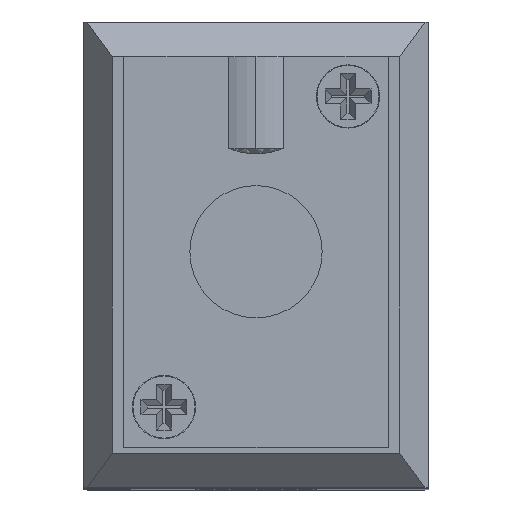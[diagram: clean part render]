
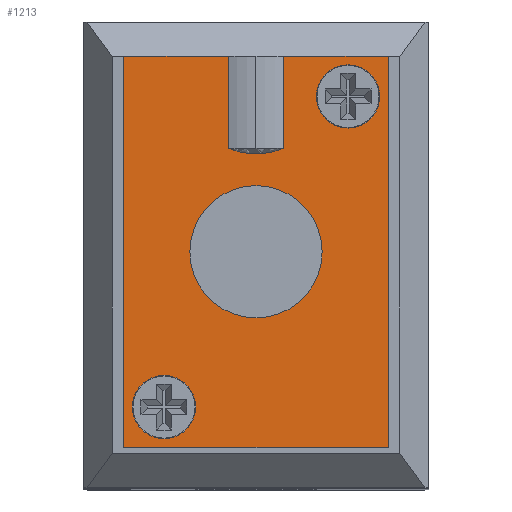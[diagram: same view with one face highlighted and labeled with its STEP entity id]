
A CAD part, top view. The second image highlights one B-rep face of the part: STEP entity #1213.
In plain terms, the highlighted planar face has unit normal (0, 0, 1).
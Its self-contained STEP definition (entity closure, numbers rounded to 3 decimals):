
#300 = LINE ( 'NONE', #3303, #302 ) ;
#302 = VECTOR ( 'NONE', #3296, 1000. ) ;
#303 = LINE ( 'NONE', #3290, #304 ) ;
#304 = VECTOR ( 'NONE', #3307, 1000. ) ;
#305 = LINE ( 'NONE', #3304, #306 ) ;
#306 = VECTOR ( 'NONE', #3308, 1000. ) ;
#307 = LINE ( 'NONE', #3309, #308 ) ;
#308 = VECTOR ( 'NONE', #3287, 1000. ) ;
#309 = LINE ( 'NONE', #3273, #310 ) ;
#310 = VECTOR ( 'NONE', #3274, 1000. ) ;
#311 = LINE ( 'NONE', #3317, #313 ) ;
#312 = CIRCLE ( 'NONE', #4139, 6. ) ;
#313 = VECTOR ( 'NONE', #3322, 1000. ) ;
#314 = CIRCLE ( 'NONE', #4140, 2.75 ) ;
#315 = CIRCLE ( 'NONE', #4141, 2.75 ) ;
#317 = CIRCLE ( 'NONE', #4142, 5.75 ) ;
#320 = CIRCLE ( 'NONE', #4143, 5.75 ) ;
#326 = CIRCLE ( 'NONE', #4145, 2.75 ) ;
#332 = CIRCLE ( 'NONE', #4147, 2.75 ) ;
#357 = LINE ( 'NONE', #2785, #359 ) ;
#359 = VECTOR ( 'NONE', #2794, 1000. ) ;
#1213 = ADVANCED_FACE ( 'NONE', ( #1557, #1558, #1559, #1560 ), #4742, .T. ) ;
#1351 = ORIENTED_EDGE ( 'NONE', *, *, #3922, .T. ) ;
#1353 = ORIENTED_EDGE ( 'NONE', *, *, #3923, .T. ) ;
#1355 = ORIENTED_EDGE ( 'NONE', *, *, #3924, .T. ) ;
#1356 = ORIENTED_EDGE ( 'NONE', *, *, #3925, .T. ) ;
#1358 = ORIENTED_EDGE ( 'NONE', *, *, #3926, .T. ) ;
#1360 = ORIENTED_EDGE ( 'NONE', *, *, #3959, .T. ) ;
#1557 = FACE_BOUND ( 'NONE', #5438, .T. ) ;
#1558 = FACE_BOUND ( 'NONE', #5538, .T. ) ;
#1559 = FACE_BOUND ( 'NONE', #5425, .T. ) ;
#1560 = FACE_OUTER_BOUND ( 'NONE', #5434, .T. ) ;
#1635 = ORIENTED_EDGE ( 'NONE', *, *, #3929, .F. ) ;
#1637 = ORIENTED_EDGE ( 'NONE', *, *, #3941, .F. ) ;
#1638 = ORIENTED_EDGE ( 'NONE', *, *, #3928, .F. ) ;
#1671 = ORIENTED_EDGE ( 'NONE', *, *, #3927, .T. ) ;
#1673 = ORIENTED_EDGE ( 'NONE', *, *, #3930, .F. ) ;
#1674 = ORIENTED_EDGE ( 'NONE', *, *, #3933, .F. ) ;
#1676 = ORIENTED_EDGE ( 'NONE', *, *, #3931, .F. ) ;
#1677 = ORIENTED_EDGE ( 'NONE', *, *, #3937, .F. ) ;
#2300 = CARTESIAN_POINT ( 'NONE',  ( -5.75, 0., 13. ) ) ;
#2785 = CARTESIAN_POINT ( 'NONE',  ( -2.398, 9., 13. ) ) ;
#2794 = DIRECTION ( 'NONE',  ( 0., 1., 0. ) ) ;
#2918 = CARTESIAN_POINT ( 'NONE',  ( -11.5, 17., 13. ) ) ;
#3072 = CARTESIAN_POINT ( 'NONE',  ( -10.75, -13.5, 13. ) ) ;
#3074 = CARTESIAN_POINT ( 'NONE',  ( -2.398, 9., 13. ) ) ;
#3078 = CARTESIAN_POINT ( 'NONE',  ( -11.5, -17., 13. ) ) ;
#3089 = CARTESIAN_POINT ( 'NONE',  ( 11.5, 17., 13. ) ) ;
#3113 = CARTESIAN_POINT ( 'NONE',  ( -5.25, -13.5, 13. ) ) ;
#3117 = CARTESIAN_POINT ( 'NONE',  ( 11.5, -17., 13. ) ) ;
#3150 = CARTESIAN_POINT ( 'NONE',  ( 2.398, 9., 13. ) ) ;
#3151 = CARTESIAN_POINT ( 'NONE',  ( 2.398, 17., 13. ) ) ;
#3154 = CARTESIAN_POINT ( 'NONE',  ( -2.398, 17., 13. ) ) ;
#3160 = CARTESIAN_POINT ( 'NONE',  ( 5.75, 0., 13. ) ) ;
#3163 = CARTESIAN_POINT ( 'NONE',  ( 10.75, 13.5, 13. ) ) ;
#3165 = CARTESIAN_POINT ( 'NONE',  ( 5.25, 13.5, 13. ) ) ;
#3194 = CARTESIAN_POINT ( 'NONE',  ( -8., -13.5, 13. ) ) ;
#3202 = DIRECTION ( 'NONE',  ( 0., 0., 1. ) ) ;
#3227 = DIRECTION ( 'NONE',  ( 1., 0., 0. ) ) ;
#3229 = DIRECTION ( 'NONE',  ( 0., 0., 1. ) ) ;
#3230 = CARTESIAN_POINT ( 'NONE',  ( 8., 13.5, 13. ) ) ;
#3231 = DIRECTION ( 'NONE',  ( 1., 0., 0. ) ) ;
#3258 = CARTESIAN_POINT ( 'NONE',  ( 0., 0., 13. ) ) ;
#3261 = DIRECTION ( 'NONE',  ( 1., 0., 0. ) ) ;
#3265 = DIRECTION ( 'NONE',  ( 1., 0., 0. ) ) ;
#3273 = CARTESIAN_POINT ( 'NONE',  ( -11.5, 17., 13. ) ) ;
#3274 = DIRECTION ( 'NONE',  ( -1., 0., 0. ) ) ;
#3275 = CARTESIAN_POINT ( 'NONE',  ( 0., 14.5, 13. ) ) ;
#3277 = DIRECTION ( 'NONE',  ( 0., 0., -1. ) ) ;
#3278 = DIRECTION ( 'NONE',  ( 0., 0., 1. ) ) ;
#3281 = DIRECTION ( 'NONE',  ( 0., 0., 1. ) ) ;
#3287 = DIRECTION ( 'NONE',  ( 0., -1., 0. ) ) ;
#3290 = CARTESIAN_POINT ( 'NONE',  ( 11.5, 17., 13. ) ) ;
#3296 = DIRECTION ( 'NONE',  ( -1., 0., 0. ) ) ;
#3303 = CARTESIAN_POINT ( 'NONE',  ( -11.5, 17., 13. ) ) ;
#3304 = CARTESIAN_POINT ( 'NONE',  ( -11.5, -17., 13. ) ) ;
#3307 = DIRECTION ( 'NONE',  ( 0., 1., 0. ) ) ;
#3308 = DIRECTION ( 'NONE',  ( 1., 0., 0. ) ) ;
#3309 = CARTESIAN_POINT ( 'NONE',  ( -11.5, 17., 13. ) ) ;
#3310 = CARTESIAN_POINT ( 'NONE',  ( 8., 13.5, 13. ) ) ;
#3312 = DIRECTION ( 'NONE',  ( 0., 0., 1. ) ) ;
#3313 = CARTESIAN_POINT ( 'NONE',  ( 0., 0., 13. ) ) ;
#3314 = DIRECTION ( 'NONE',  ( 0., 0., 1. ) ) ;
#3315 = DIRECTION ( 'NONE',  ( 1., 0., 0. ) ) ;
#3317 = CARTESIAN_POINT ( 'NONE',  ( 2.398, 9., 13. ) ) ;
#3318 = DIRECTION ( 'NONE',  ( 1., 0., 0. ) ) ;
#3321 = CARTESIAN_POINT ( 'NONE',  ( -8., -13.5, 13. ) ) ;
#3322 = DIRECTION ( 'NONE',  ( 0., 1., 0. ) ) ;
#3323 = DIRECTION ( 'NONE',  ( 1., 0., 0. ) ) ;
#3922 = EDGE_CURVE ( 'NONE', #4886, #4897, #300, .T. ) ;
#3923 = EDGE_CURVE ( 'NONE', #4913, #4886, #303, .T. ) ;
#3924 = EDGE_CURVE ( 'NONE', #4884, #4913, #305, .T. ) ;
#3925 = EDGE_CURVE ( 'NONE', #4907, #4884, #307, .T. ) ;
#3926 = EDGE_CURVE ( 'NONE', #4903, #4907, #309, .T. ) ;
#3927 = EDGE_CURVE ( 'NONE', #4899, #4871, #312, .T. ) ;
#3928 = EDGE_CURVE ( 'NONE', #4899, #4897, #311, .T. ) ;
#3929 = EDGE_CURVE ( 'NONE', #4910, #4875, #314, .T. ) ;
#3930 = EDGE_CURVE ( 'NONE', #4906, #4887, #315, .T. ) ;
#3931 = EDGE_CURVE ( 'NONE', #4902, #4866, #317, .T. ) ;
#3933 = EDGE_CURVE ( 'NONE', #4866, #4902, #320, .T. ) ;
#3937 = EDGE_CURVE ( 'NONE', #4887, #4906, #326, .T. ) ;
#3941 = EDGE_CURVE ( 'NONE', #4875, #4910, #332, .T. ) ;
#3959 = EDGE_CURVE ( 'NONE', #4871, #4903, #357, .T. ) ;
#3975 = AXIS2_PLACEMENT_3D ( 'NONE', #4741, #4740, #4739 ) ;
#4139 = AXIS2_PLACEMENT_3D ( 'NONE', #3275, #3277, #3323 ) ;
#4140 = AXIS2_PLACEMENT_3D ( 'NONE', #3321, #3314, #3315 ) ;
#4141 = AXIS2_PLACEMENT_3D ( 'NONE', #3310, #3312, #3318 ) ;
#4142 = AXIS2_PLACEMENT_3D ( 'NONE', #3313, #3278, #3261 ) ;
#4143 = AXIS2_PLACEMENT_3D ( 'NONE', #3258, #3281, #3265 ) ;
#4145 = AXIS2_PLACEMENT_3D ( 'NONE', #3230, #3229, #3227 ) ;
#4147 = AXIS2_PLACEMENT_3D ( 'NONE', #3194, #3202, #3231 ) ;
#4739 = DIRECTION ( 'NONE',  ( 1., 0., 0. ) ) ;
#4740 = DIRECTION ( 'NONE',  ( 0., 0., 1. ) ) ;
#4741 = CARTESIAN_POINT ( 'NONE',  ( 11.5, -17., 13. ) ) ;
#4742 = PLANE ( 'NONE',  #3975 ) ;
#4866 = VERTEX_POINT ( 'NONE', #2300 ) ;
#4871 = VERTEX_POINT ( 'NONE', #3074 ) ;
#4875 = VERTEX_POINT ( 'NONE', #3072 ) ;
#4884 = VERTEX_POINT ( 'NONE', #3078 ) ;
#4886 = VERTEX_POINT ( 'NONE', #3089 ) ;
#4887 = VERTEX_POINT ( 'NONE', #3165 ) ;
#4897 = VERTEX_POINT ( 'NONE', #3151 ) ;
#4899 = VERTEX_POINT ( 'NONE', #3150 ) ;
#4902 = VERTEX_POINT ( 'NONE', #3160 ) ;
#4903 = VERTEX_POINT ( 'NONE', #3154 ) ;
#4906 = VERTEX_POINT ( 'NONE', #3163 ) ;
#4907 = VERTEX_POINT ( 'NONE', #2918 ) ;
#4910 = VERTEX_POINT ( 'NONE', #3113 ) ;
#4913 = VERTEX_POINT ( 'NONE', #3117 ) ;
#5425 = EDGE_LOOP ( 'NONE', ( #1635, #1637 ) ) ;
#5434 = EDGE_LOOP ( 'NONE', ( #1638, #1671, #1360, #1358, #1356, #1355, #1353, #1351 ) ) ;
#5438 = EDGE_LOOP ( 'NONE', ( #1676, #1674 ) ) ;
#5538 = EDGE_LOOP ( 'NONE', ( #1673, #1677 ) ) ;
